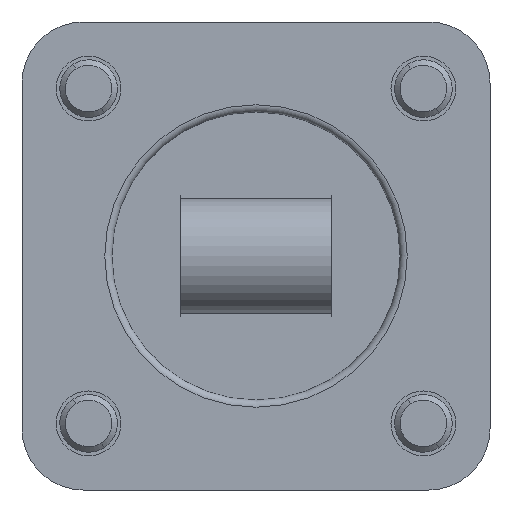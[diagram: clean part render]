
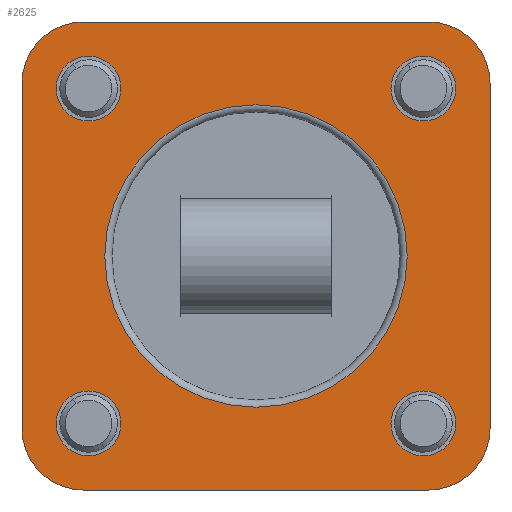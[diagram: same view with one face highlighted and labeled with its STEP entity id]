
A CAD part, front view. The second image highlights one B-rep face of the part: STEP entity #2625.
In plain terms, the highlighted planar face has unit normal (0, -1, 0).
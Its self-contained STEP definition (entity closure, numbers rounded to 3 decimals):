
#221=VECTOR('',#3153,1.);
#222=VECTOR('',#3156,1.);
#223=VECTOR('',#3159,1.);
#224=VECTOR('',#3162,1.);
#384=LINE('',#3950,#221);
#385=LINE('',#3955,#222);
#386=LINE('',#3959,#223);
#387=LINE('',#3963,#224);
#547=PLANE('',#2795);
#672=VERTEX_POINT('',#3945);
#674=VERTEX_POINT('',#3951);
#675=VERTEX_POINT('',#3952);
#676=VERTEX_POINT('',#3954);
#677=VERTEX_POINT('',#3956);
#678=VERTEX_POINT('',#3958);
#679=VERTEX_POINT('',#3960);
#680=VERTEX_POINT('',#3962);
#681=VERTEX_POINT('',#3964);
#682=VERTEX_POINT('',#3967);
#683=VERTEX_POINT('',#3969);
#684=VERTEX_POINT('',#3971);
#685=VERTEX_POINT('',#3973);
#914=CIRCLE('',#2792,21.);
#916=CIRCLE('',#2796,8.5);
#917=CIRCLE('',#2797,8.5);
#918=CIRCLE('',#2798,8.5);
#919=CIRCLE('',#2799,8.5);
#920=CIRCLE('',#2800,4.5);
#921=CIRCLE('',#2801,4.5);
#922=CIRCLE('',#2802,4.5);
#923=CIRCLE('',#2803,4.5);
#1085=EDGE_CURVE('',#672,#672,#914,.T.);
#1087=EDGE_CURVE('',#674,#675,#384,.T.);
#1088=EDGE_CURVE('',#676,#674,#916,.T.);
#1089=EDGE_CURVE('',#677,#676,#385,.T.);
#1090=EDGE_CURVE('',#678,#677,#917,.T.);
#1091=EDGE_CURVE('',#679,#678,#386,.T.);
#1092=EDGE_CURVE('',#680,#679,#918,.T.);
#1093=EDGE_CURVE('',#681,#680,#387,.T.);
#1094=EDGE_CURVE('',#675,#681,#919,.T.);
#1095=EDGE_CURVE('',#682,#682,#920,.T.);
#1096=EDGE_CURVE('',#683,#683,#921,.T.);
#1097=EDGE_CURVE('',#684,#684,#922,.T.);
#1098=EDGE_CURVE('',#685,#685,#923,.T.);
#1455=ORIENTED_EDGE('',*,*,#1087,.F.);
#1456=ORIENTED_EDGE('',*,*,#1088,.F.);
#1457=ORIENTED_EDGE('',*,*,#1089,.F.);
#1458=ORIENTED_EDGE('',*,*,#1090,.F.);
#1459=ORIENTED_EDGE('',*,*,#1091,.F.);
#1460=ORIENTED_EDGE('',*,*,#1092,.F.);
#1461=ORIENTED_EDGE('',*,*,#1093,.F.);
#1462=ORIENTED_EDGE('',*,*,#1094,.F.);
#1463=ORIENTED_EDGE('',*,*,#1095,.T.);
#1464=ORIENTED_EDGE('',*,*,#1096,.T.);
#1465=ORIENTED_EDGE('',*,*,#1097,.T.);
#1466=ORIENTED_EDGE('',*,*,#1098,.T.);
#1467=ORIENTED_EDGE('',*,*,#1085,.F.);
#2189=EDGE_LOOP('',(#1455,#1456,#1457,#1458,#1459,#1460,#1461,#1462));
#2190=EDGE_LOOP('',(#1463));
#2191=EDGE_LOOP('',(#1464));
#2192=EDGE_LOOP('',(#1465));
#2193=EDGE_LOOP('',(#1466));
#2194=EDGE_LOOP('',(#1467));
#2408=FACE_BOUND('',#2189,.T.);
#2409=FACE_BOUND('',#2190,.T.);
#2410=FACE_BOUND('',#2191,.T.);
#2411=FACE_BOUND('',#2192,.T.);
#2412=FACE_BOUND('',#2193,.T.);
#2413=FACE_BOUND('',#2194,.T.);
#2625=ADVANCED_FACE('',(#2408,#2409,#2410,#2411,#2412,#2413),#547,.F.);
#2792=AXIS2_PLACEMENT_3D('',#3944,#3146,#3147);
#2795=AXIS2_PLACEMENT_3D('',#3949,#3152,$);
#2796=AXIS2_PLACEMENT_3D('',#3953,#3154,#3155);
#2797=AXIS2_PLACEMENT_3D('',#3957,#3157,#3158);
#2798=AXIS2_PLACEMENT_3D('',#3961,#3160,#3161);
#2799=AXIS2_PLACEMENT_3D('',#3965,#3163,#3164);
#2800=AXIS2_PLACEMENT_3D('',#3966,#3165,#3166);
#2801=AXIS2_PLACEMENT_3D('',#3968,#3167,#3168);
#2802=AXIS2_PLACEMENT_3D('',#3970,#3169,#3170);
#2803=AXIS2_PLACEMENT_3D('',#3972,#3171,#3172);
#3146=DIRECTION('',(0.,-1.,0.));
#3147=DIRECTION('',(-21.,0.,0.));
#3152=DIRECTION('',(0.,1.,0.));
#3153=DIRECTION('',(0.,0.,1.));
#3154=DIRECTION('',(0.,1.,0.));
#3155=DIRECTION('',(8.5,0.,0.));
#3156=DIRECTION('',(-1.,0.,0.));
#3157=DIRECTION('',(0.,1.,0.));
#3158=DIRECTION('',(8.5,0.,0.));
#3159=DIRECTION('',(0.,0.,-1.));
#3160=DIRECTION('',(0.,1.,0.));
#3161=DIRECTION('',(8.5,0.,0.));
#3162=DIRECTION('',(1.,0.,0.));
#3163=DIRECTION('',(0.,1.,0.));
#3164=DIRECTION('',(8.5,0.,0.));
#3165=DIRECTION('',(0.,1.,0.));
#3166=DIRECTION('',(4.5,0.,0.));
#3167=DIRECTION('',(0.,1.,0.));
#3168=DIRECTION('',(4.5,0.,0.));
#3169=DIRECTION('',(0.,1.,0.));
#3170=DIRECTION('',(4.5,0.,0.));
#3171=DIRECTION('',(0.,1.,0.));
#3172=DIRECTION('',(4.5,0.,0.));
#3944=CARTESIAN_POINT('',(0.,0.,0.));
#3945=CARTESIAN_POINT('',(21.,0.,0.));
#3949=CARTESIAN_POINT('',(0.,0.,0.));
#3950=CARTESIAN_POINT('',(-32.5,0.,-24.));
#3951=CARTESIAN_POINT('',(-32.5,0.,-24.));
#3952=CARTESIAN_POINT('',(-32.5,0.,24.));
#3953=CARTESIAN_POINT('',(-24.,0.,-24.));
#3954=CARTESIAN_POINT('',(-24.,0.,-32.5));
#3955=CARTESIAN_POINT('',(24.,0.,-32.5));
#3956=CARTESIAN_POINT('',(24.,0.,-32.5));
#3957=CARTESIAN_POINT('',(24.,0.,-24.));
#3958=CARTESIAN_POINT('',(32.5,0.,-24.));
#3959=CARTESIAN_POINT('',(32.5,0.,24.));
#3960=CARTESIAN_POINT('',(32.5,0.,24.));
#3961=CARTESIAN_POINT('',(24.,0.,24.));
#3962=CARTESIAN_POINT('',(24.,0.,32.5));
#3963=CARTESIAN_POINT('',(-24.,0.,32.5));
#3964=CARTESIAN_POINT('',(-24.,0.,32.5));
#3965=CARTESIAN_POINT('',(-24.,0.,24.));
#3966=CARTESIAN_POINT('',(-23.25,0.,-23.25));
#3967=CARTESIAN_POINT('',(-27.75,0.,-23.25));
#3968=CARTESIAN_POINT('',(23.25,0.,-23.25));
#3969=CARTESIAN_POINT('',(18.75,0.,-23.25));
#3970=CARTESIAN_POINT('',(-23.25,0.,23.25));
#3971=CARTESIAN_POINT('',(-27.75,0.,23.25));
#3972=CARTESIAN_POINT('',(23.25,0.,23.25));
#3973=CARTESIAN_POINT('',(18.75,0.,23.25));
